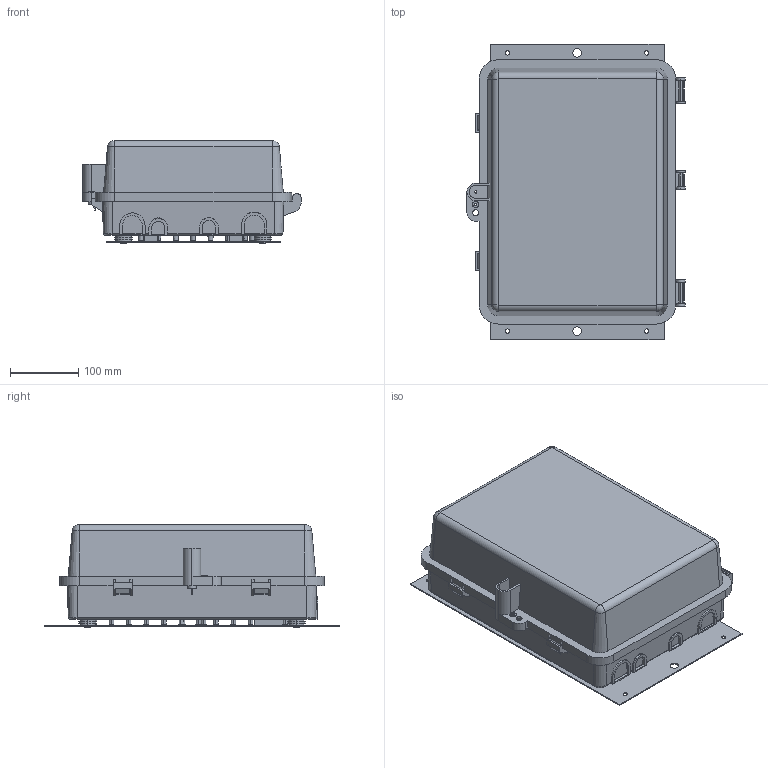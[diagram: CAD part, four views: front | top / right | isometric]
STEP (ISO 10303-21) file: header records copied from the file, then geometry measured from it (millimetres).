
FILE_DESCRIPTION (( 'STEP AP214' ), '1' );
FILE_NAME ('1101-805-E.STEP', '2019-01-24T21:07:12', ( '' ), ( '' ), 'SwSTEP 2.0', 'SolidWorks 2018', '' );
FILE_SCHEMA (( 'AUTOMOTIVE_DESIGN' ));
Length unit declared in the file: inch
Products named in the file (61): cable clip; Hex Nut Style 1_AM_B18.2.4.1M - Hex nut, Style 1,  M8 x 1.25 --D-N; Hex Nut Style 1_AM; 2100-012; flush stud_pmm; P1500-1; 2102-207; Flat Washer Regular_AM; large grommet; small grommet; Part2^2105-128; 2103-025; 2107-134; P1500-2; 2103-016; 2101-021; flush stud_pmm_PEM FH-M8-15 X--N; 2102-528; Part1^2105-128; 1101-805-E; 2105-128; 2002-dd034; set screw^2105-128; 2103-028; set screw^2105-128_94355A608; Flat Washer Regular_AM_B18.22M - Plain washer, 8 mm, regular; 2102-528_2102-528
Assembly tree (46 placements, depth 3):
  cable clip
  cable clip
  Hex Nut Style 1_AM
  flush stud_pmm
  Flat Washer Regular_AM
Bounding box: 318.46 x 431.8 x 149.93 mm (x, y, z)
Volume: 1450610.4 mm3; surface area: 1085864.5 mm2
Topology: 40 solids, 40 shells, 2398 faces, 6215 edges, 3933 vertices
Faces by surface type: plane 881, cylinder 778, cone 583, torus 84, bspline 64, sphere 8
Entity records: 65911 total; most frequent: CARTESIAN_POINT 22934, ORIENTED_EDGE 8726, DIRECTION 8517, EDGE_CURVE 4363, AXIS2_PLACEMENT_3D 3136, VERTEX_POINT 2808, LINE 2245, VECTOR 2245
